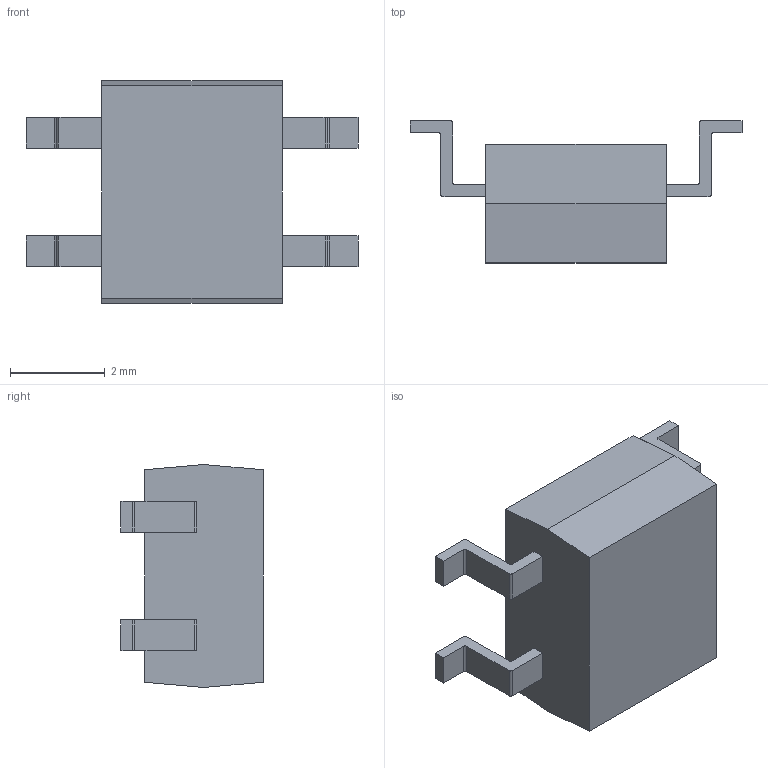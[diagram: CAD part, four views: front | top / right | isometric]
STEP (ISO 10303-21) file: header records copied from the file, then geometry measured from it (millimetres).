
FILE_DESCRIPTION((''),'2;1');
FILE_NAME('CDNBS04-BXX','2012-07-18T',('ryans'),('Bourns, Inc.'),'PRO/ENGINEER BY PARAMETRIC TECHNOLOGY CORPORATION, 2010100','PRO/ENGINEER BY PARAMETRIC TECHNOLOGY CORPORATION, 2010100','');
FILE_SCHEMA(('CONFIG_CONTROL_DESIGN'));
Length unit declared in the file: millimetre
Products named in the file (1): CDNBS04-BXX
Bounding box: 7 x 3 x 4.7 mm (x, y, z)
Volume: 45.5 mm3; surface area: 97.1 mm2
Topology: 1 solids, 1 shells, 60 faces, 162 edges, 108 vertices
Faces by surface type: plane 44, cylinder 16
Entity records: 1916 total; most frequent: CARTESIAN_POINT 330, ORIENTED_EDGE 324, DIRECTION 314, EDGE_CURVE 162, VECTOR 130, LINE 130, VERTEX_POINT 108, AXIS2_PLACEMENT_3D 92
